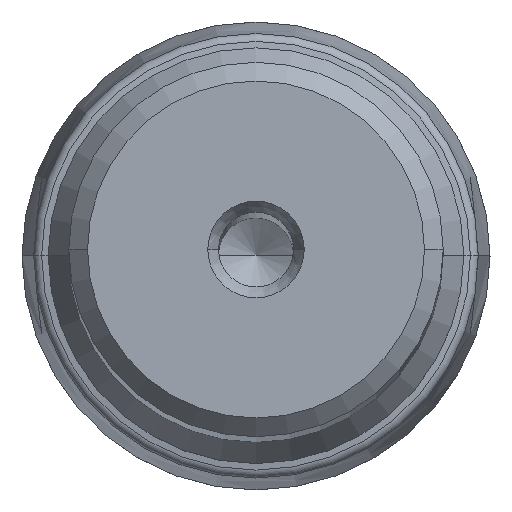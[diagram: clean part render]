
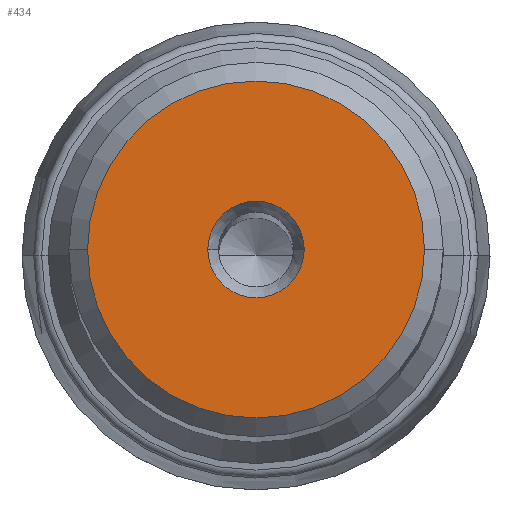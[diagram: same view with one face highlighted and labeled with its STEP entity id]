
A CAD part, top view. The second image highlights one B-rep face of the part: STEP entity #434.
In plain terms, the highlighted planar face has unit normal (0, 0, 1).
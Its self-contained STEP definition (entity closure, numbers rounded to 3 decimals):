
#212=EDGE_CURVE('NONE',#270,#496,#565,.T.);
#220=VERTEX_POINT('NONE',#574);
#244=EDGE_CURVE('NONE',#486,#220,#599,.T.);
#270=VERTEX_POINT('NONE',#629);
#280=EDGE_CURVE('NONE',#496,#270,#641,.T.);
#374=EDGE_CURVE('NONE',#220,#486,#746,.T.);
#434=ADVANCED_FACE('NONE',(#816,#817),#818,.F.);
#486=VERTEX_POINT('NONE',#876);
#496=VERTEX_POINT('NONE',#887);
#565=CIRCLE('',#965,9.);
#574=CARTESIAN_POINT('',(-2.577,0.,0.0));
#599=CIRCLE('',#1011,2.577);
#629=CARTESIAN_POINT('',(9.,0.,0.0));
#641=CIRCLE('',#1060,9.);
#746=CIRCLE('',#1195,2.577);
#816=FACE_OUTER_BOUND('',#1280,.T.);
#817=FACE_BOUND('',#1281,.T.);
#818=PLANE('',#1282);
#876=CARTESIAN_POINT('',(2.577,0.0,0.0));
#887=CARTESIAN_POINT('',(-9.,0.0,0.0));
#965=AXIS2_PLACEMENT_3D('',#1438,#1439,#1440);
#1011=AXIS2_PLACEMENT_3D('',#1475,#1476,#1477);
#1060=AXIS2_PLACEMENT_3D('',#1538,#1539,#1540);
#1195=AXIS2_PLACEMENT_3D('',#1681,#1682,#1683);
#1280=EDGE_LOOP('',(#1788,#1789));
#1281=EDGE_LOOP('',(#1790,#1791));
#1282=AXIS2_PLACEMENT_3D('',#1792,#1793,#1794);
#1438=CARTESIAN_POINT('',(0.0,0.0,0.0));
#1439=DIRECTION('',(0.0,0.0,1.0));
#1440=DIRECTION('',(1.0,0.0,0.0));
#1475=CARTESIAN_POINT('',(0.0,0.0,0.0));
#1476=DIRECTION('',(0.0,0.0,1.0));
#1477=DIRECTION('',(1.0,0.0,0.0));
#1538=CARTESIAN_POINT('',(0.0,0.0,0.0));
#1539=DIRECTION('',(0.0,0.0,1.0));
#1540=DIRECTION('',(1.0,0.0,0.0));
#1681=CARTESIAN_POINT('',(0.0,0.0,0.0));
#1682=DIRECTION('',(0.0,0.0,1.0));
#1683=DIRECTION('',(1.0,0.0,0.0));
#1788=ORIENTED_EDGE('',*,*,#280,.T.);
#1789=ORIENTED_EDGE('',*,*,#212,.T.);
#1790=ORIENTED_EDGE('',*,*,#244,.F.);
#1791=ORIENTED_EDGE('',*,*,#374,.F.);
#1792=CARTESIAN_POINT('',(0.0,0.0,0.0));
#1793=DIRECTION('',(0.0,0.0,-1.0));
#1794=DIRECTION('',(0.0,1.0,0.0));
